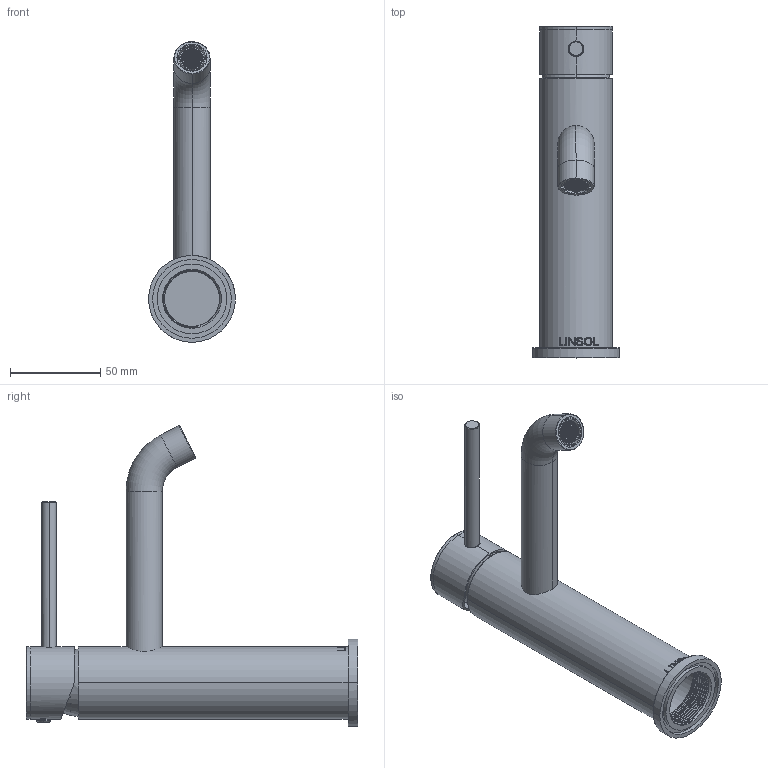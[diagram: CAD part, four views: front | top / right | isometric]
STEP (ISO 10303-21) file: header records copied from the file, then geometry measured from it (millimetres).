
FILE_DESCRIPTION((''),'2;1');
FILE_NAME('8143_ASM','2022-05-21T11:20:55',('怪大叔'),(''),'CREO PARAMETRIC BY PTC INC, 2021063','CREO PARAMETRIC BY PTC INC, 2021063','');
FILE_SCHEMA(('CONFIG_CONTROL_DESIGN'));
Length unit declared in the file: millimetre
Products named in the file (14): 00; 000; 000_ASM; 0004; 0007; 0008; 0006_ASM; 0011; 8143HC; 8143-LINSOL; 8143_ASM
Assembly tree (13 placements, depth 3):
  8143_ASM
    000_ASM
      00
      000
    0004
    00
    0006_ASM
      0007
      0008
    000
    00
    0011
    8143HC
    8143-LINSOL
Bounding box: 48 x 183.45 x 166.12 mm (x, y, z)
Volume: 62383.1 mm3; surface area: 79770.4 mm2
Topology: 22 solids, 28 shells, 818 faces, 2006 edges, 1343 vertices
Faces by surface type: cylinder 326, plane 213, bspline 152, extrusion 85, cone 22, torus 20
Entity records: 42354 total; most frequent: CARTESIAN_POINT 23763, ORIENTED_EDGE 3986, DIRECTION 3312, EDGE_CURVE 2006, VERTEX_POINT 1343, AXIS2_PLACEMENT_3D 1298, EDGE_LOOP 953, FACE_OUTER_BOUND 818
